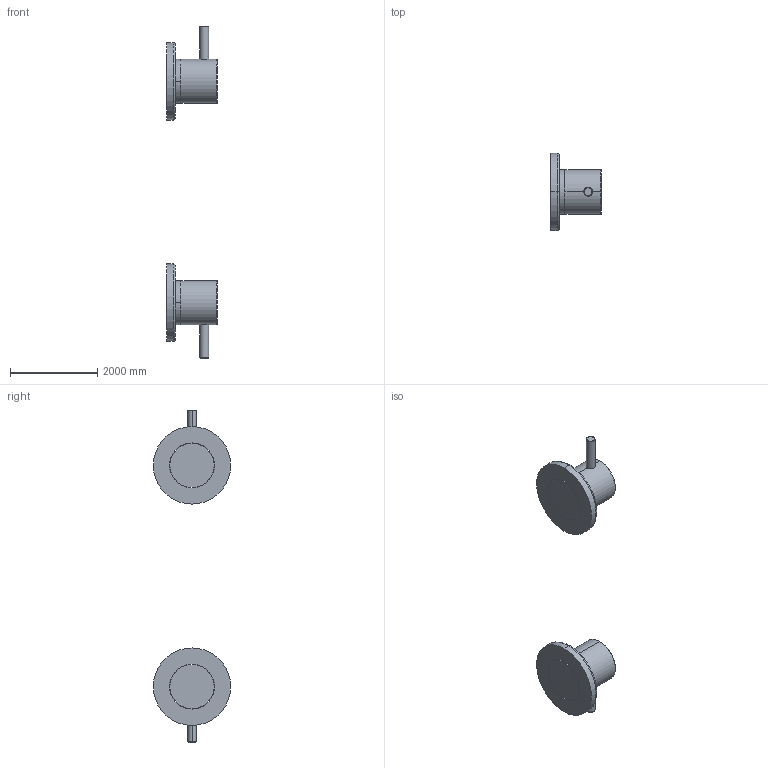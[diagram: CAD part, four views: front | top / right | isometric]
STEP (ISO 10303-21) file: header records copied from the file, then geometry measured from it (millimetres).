
FILE_DESCRIPTION((''),'2;1');
FILE_NAME('089','2018-07-29T',('MQ'),(''),'PRO/ENGINEER BY PARAMETRIC TECHNOLOGY CORPORATION, 2012130','PRO/ENGINEER BY PARAMETRIC TECHNOLOGY CORPORATION, 2012130','');
FILE_SCHEMA(('CONFIG_CONTROL_DESIGN'));
Length unit declared in the file: inch
Products named in the file (1): 089
Bounding box: 1168.4 x 1778 x 7620 mm (x, y, z)
Volume: 2608923923.6 mm3; surface area: 21658854.4 mm2
Topology: 4 solids, 4 shells, 48 faces, 94 edges, 56 vertices
Faces by surface type: cylinder 20, torus 16, plane 12
Entity records: 1328 total; most frequent: DIRECTION 254, CARTESIAN_POINT 246, ORIENTED_EDGE 188, AXIS2_PLACEMENT_3D 116, EDGE_CURVE 94, CIRCLE 68, VERTEX_POINT 56, EDGE_LOOP 54
